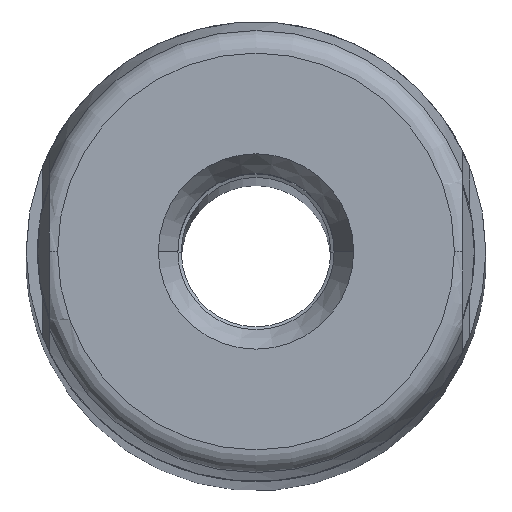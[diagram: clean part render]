
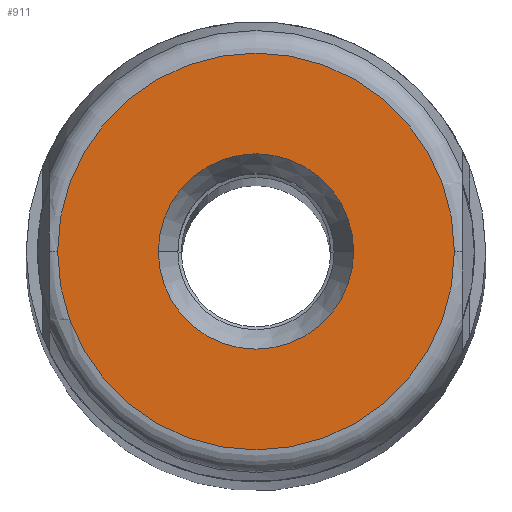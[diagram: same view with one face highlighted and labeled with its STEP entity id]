
A CAD part, top view. The second image highlights one B-rep face of the part: STEP entity #911.
In plain terms, the highlighted planar face has unit normal (0, 0, 1).
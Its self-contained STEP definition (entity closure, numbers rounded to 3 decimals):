
#80 = DIRECTION ( 'NONE',  ( 1., 0., 0. ) ) ;
#120 = DIRECTION ( 'NONE',  ( 0., 0., 1. ) ) ;
#130 = AXIS2_PLACEMENT_3D ( 'NONE', #945, #532, #671 ) ;
#131 = EDGE_LOOP ( 'NONE', ( #1128, #1108 ) ) ;
#172 = AXIS2_PLACEMENT_3D ( 'NONE', #1070, #673, #682 ) ;
#208 = AXIS2_PLACEMENT_3D ( 'NONE', #778, #1022, #1290 ) ;
#225 = EDGE_CURVE ( 'NONE', #1291, #1246, #1336, .T. ) ;
#239 = PLANE ( 'NONE',  #208 ) ;
#532 = DIRECTION ( 'NONE',  ( 0., 0., 1. ) ) ;
#550 = CIRCLE ( 'NONE', #662, 8.632 ) ;
#662 = AXIS2_PLACEMENT_3D ( 'NONE', #1405, #1518, #80 ) ;
#671 = DIRECTION ( 'NONE',  ( 1., 0., 0. ) ) ;
#673 = DIRECTION ( 'NONE',  ( 0., 0., 1. ) ) ;
#682 = DIRECTION ( 'NONE',  ( 1., 0., 0. ) ) ;
#729 = ORIENTED_EDGE ( 'NONE', *, *, #1038, .F. ) ;
#752 = AXIS2_PLACEMENT_3D ( 'NONE', #1011, #120, #780 ) ;
#778 = CARTESIAN_POINT ( 'NONE',  ( 0., 0., 0. ) ) ;
#780 = DIRECTION ( 'NONE',  ( 1., 0., 0. ) ) ;
#818 = CARTESIAN_POINT ( 'NONE',  ( 8.632, 0., 0. ) ) ;
#839 = EDGE_LOOP ( 'NONE', ( #729, #1595 ) ) ;
#876 = EDGE_CURVE ( 'NONE', #1246, #1291, #550, .T. ) ;
#906 = VERTEX_POINT ( 'NONE', #1161 ) ;
#911 = ADVANCED_FACE ( 'NONE', ( #1196, #1532 ), #239, .F. ) ;
#945 = CARTESIAN_POINT ( 'NONE',  ( 0., 0., 0. ) ) ;
#1011 = CARTESIAN_POINT ( 'NONE',  ( 0., 0., 0. ) ) ;
#1022 = DIRECTION ( 'NONE',  ( 0., 0., -1. ) ) ;
#1038 = EDGE_CURVE ( 'NONE', #1428, #906, #1549, .T. ) ;
#1070 = CARTESIAN_POINT ( 'NONE',  ( 0., 0., 0. ) ) ;
#1095 = CARTESIAN_POINT ( 'NONE',  ( 4.25, 0., 0. ) ) ;
#1108 = ORIENTED_EDGE ( 'NONE', *, *, #876, .T. ) ;
#1128 = ORIENTED_EDGE ( 'NONE', *, *, #225, .T. ) ;
#1161 = CARTESIAN_POINT ( 'NONE',  ( -4.25, 0., 0. ) ) ;
#1196 = FACE_BOUND ( 'NONE', #839, .T. ) ;
#1246 = VERTEX_POINT ( 'NONE', #1556 ) ;
#1290 = DIRECTION ( 'NONE',  ( -1., 0., 0. ) ) ;
#1291 = VERTEX_POINT ( 'NONE', #818 ) ;
#1336 = CIRCLE ( 'NONE', #172, 8.632 ) ;
#1391 = CIRCLE ( 'NONE', #752, 4.25 ) ;
#1405 = CARTESIAN_POINT ( 'NONE',  ( 0., 0., 0. ) ) ;
#1428 = VERTEX_POINT ( 'NONE', #1095 ) ;
#1518 = DIRECTION ( 'NONE',  ( 0., 0., 1. ) ) ;
#1532 = FACE_OUTER_BOUND ( 'NONE', #131, .T. ) ;
#1549 = CIRCLE ( 'NONE', #130, 4.25 ) ;
#1556 = CARTESIAN_POINT ( 'NONE',  ( -8.632, 0., 0. ) ) ;
#1595 = ORIENTED_EDGE ( 'NONE', *, *, #1648, .F. ) ;
#1648 = EDGE_CURVE ( 'NONE', #906, #1428, #1391, .T. ) ;
